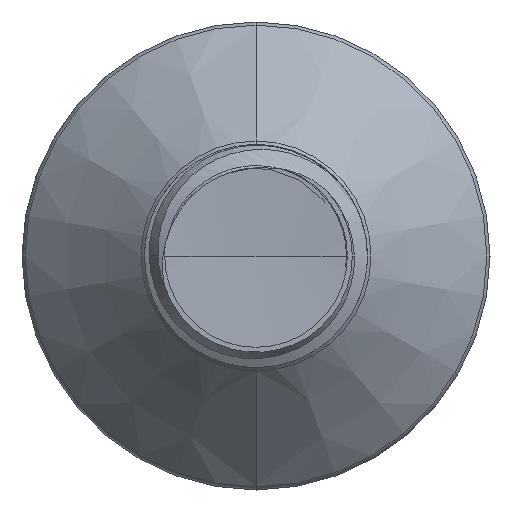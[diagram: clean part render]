
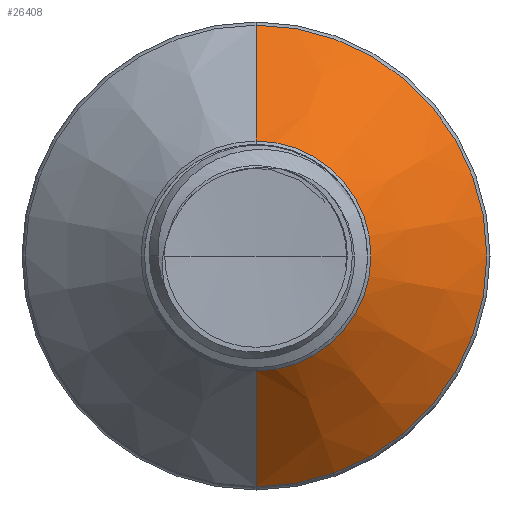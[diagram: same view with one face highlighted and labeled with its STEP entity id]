
A CAD part, front view. The second image highlights one B-rep face of the part: STEP entity #26408.
In plain terms, the highlighted conical face has half-angle 45 degrees and reference radius 2.064 mm.
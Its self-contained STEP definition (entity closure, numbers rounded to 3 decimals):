
#15 = LINE ( 'NONE', #4998, #12758 ) ;
#468 = CARTESIAN_POINT ( 'NONE',  ( 0., 20.865, -4.143 ) ) ;
#702 = VERTEX_POINT ( 'NONE', #5485 ) ;
#977 = EDGE_LOOP ( 'NONE', ( #3705, #5786, #23436, #24118 ) ) ;
#1119 = CONICAL_SURFACE ( 'NONE', #4921, 2.064, 0.785 ) ;
#1304 = EDGE_CURVE ( 'NONE', #6256, #16197, #12723, .T. ) ;
#3705 = ORIENTED_EDGE ( 'NONE', *, *, #13409, .T. ) ;
#4147 = CIRCLE ( 'NONE', #16756, 2.064 ) ;
#4921 = AXIS2_PLACEMENT_3D ( 'NONE', #20110, #17792, #22447 ) ;
#4998 = CARTESIAN_POINT ( 'NONE',  ( 0., 18.786, 2.064 ) ) ;
#5485 = CARTESIAN_POINT ( 'NONE',  ( 0., 18.786, 2.064 ) ) ;
#5786 = ORIENTED_EDGE ( 'NONE', *, *, #1304, .T. ) ;
#6121 = DIRECTION ( 'NONE',  ( 0., 0.707, -0.707 ) ) ;
#6256 = VERTEX_POINT ( 'NONE', #17392 ) ;
#7952 = CIRCLE ( 'NONE', #29632, 4.143 ) ;
#8462 = DIRECTION ( 'NONE',  ( 0., 0., 1. ) ) ;
#8508 = DIRECTION ( 'NONE',  ( 0., 1., 0. ) ) ;
#8537 = CARTESIAN_POINT ( 'NONE',  ( 0., 18.786, 0. ) ) ;
#12723 = LINE ( 'NONE', #14889, #23382 ) ;
#12758 = VECTOR ( 'NONE', #22390, 1000. ) ;
#12843 = CARTESIAN_POINT ( 'NONE',  ( 0., 20.865, 0. ) ) ;
#13409 = EDGE_CURVE ( 'NONE', #702, #6256, #4147, .T. ) ;
#14889 = CARTESIAN_POINT ( 'NONE',  ( 0., 18.786, -2.064 ) ) ;
#15392 = DIRECTION ( 'NONE',  ( 0., 0., 1. ) ) ;
#16197 = VERTEX_POINT ( 'NONE', #468 ) ;
#16213 = FACE_OUTER_BOUND ( 'NONE', #977, .T. ) ;
#16756 = AXIS2_PLACEMENT_3D ( 'NONE', #8537, #8508, #8462 ) ;
#16987 = EDGE_CURVE ( 'NONE', #702, #27990, #15, .T. ) ;
#17392 = CARTESIAN_POINT ( 'NONE',  ( 0., 18.786, -2.064 ) ) ;
#17792 = DIRECTION ( 'NONE',  ( 0., 1., 0. ) ) ;
#20110 = CARTESIAN_POINT ( 'NONE',  ( 0., 18.786, 0. ) ) ;
#22390 = DIRECTION ( 'NONE',  ( 0., 0.707, 0.707 ) ) ;
#22447 = DIRECTION ( 'NONE',  ( 0., 0., 1. ) ) ;
#23382 = VECTOR ( 'NONE', #6121, 1000. ) ;
#23436 = ORIENTED_EDGE ( 'NONE', *, *, #23950, .F. ) ;
#23725 = CARTESIAN_POINT ( 'NONE',  ( 0., 20.865, 4.143 ) ) ;
#23950 = EDGE_CURVE ( 'NONE', #27990, #16197, #7952, .T. ) ;
#24118 = ORIENTED_EDGE ( 'NONE', *, *, #16987, .F. ) ;
#26408 = ADVANCED_FACE ( 'NONE', ( #16213 ), #1119, .T. ) ;
#27990 = VERTEX_POINT ( 'NONE', #23725 ) ;
#29139 = DIRECTION ( 'NONE',  ( 0., 1., 0. ) ) ;
#29632 = AXIS2_PLACEMENT_3D ( 'NONE', #12843, #29139, #15392 ) ;
